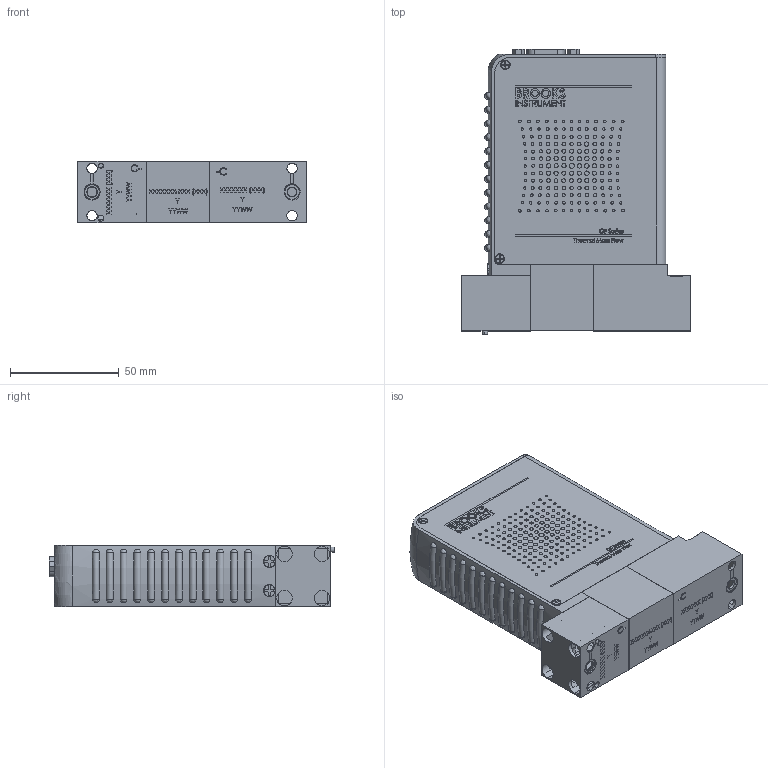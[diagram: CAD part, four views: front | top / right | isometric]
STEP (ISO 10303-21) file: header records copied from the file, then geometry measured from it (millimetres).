
FILE_DESCRIPTION (( 'STEP AP203' ), '1' );
FILE_NAME ('GF100-GF120-GF125-LX-GX.STEP', '2021-08-26T14:28:21', ( '' ), ( '' ), 'SwSTEP 2.0', 'SolidWorks 2020', '' );
FILE_SCHEMA (( 'CONFIG_CONTROL_DESIGN' ));
Products named in the file (1): GF100-GF120-GF125-LX-GX
Bounding box: 104.82 x 131.23 x 28.46 mm (x, y, z)
Volume: 54229.1 mm3; surface area: 80295.1 mm2
Topology: 65 solids, 65 shells, 2987 faces, 7604 edges, 4994 vertices
Faces by surface type: plane 1904, cylinder 624, bspline 298, cone 116, torus 35, sphere 10
Entity records: 107723 total; most frequent: CARTESIAN_POINT 36297, ORIENTED_EDGE 15136, DIRECTION 13680, EDGE_CURVE 7568, VECTOR 5318, LINE 5318, VERTEX_POINT 4984, AXIS2_PLACEMENT_3D 4181
